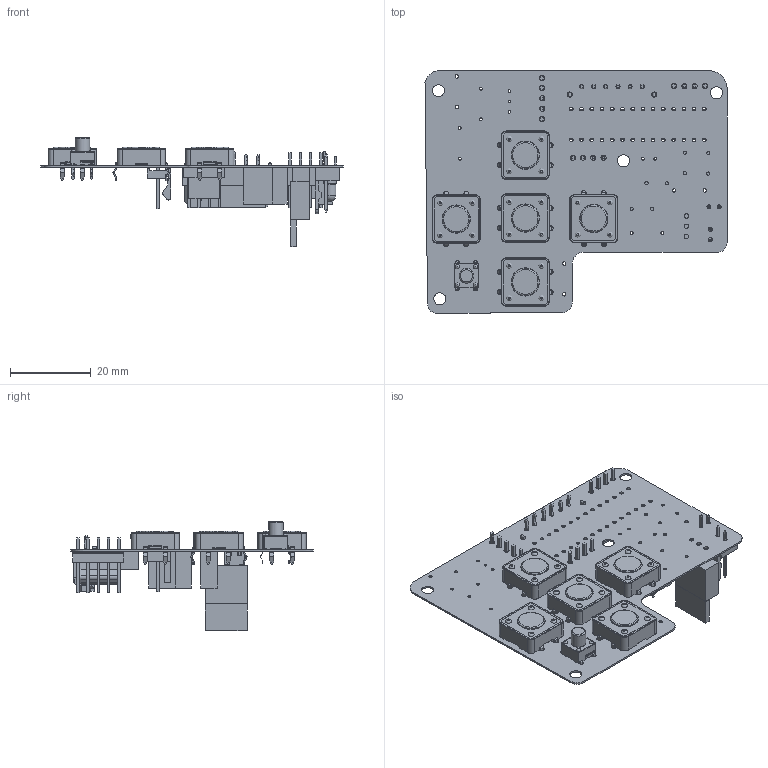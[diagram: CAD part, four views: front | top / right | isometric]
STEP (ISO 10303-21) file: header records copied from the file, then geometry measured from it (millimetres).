
FILE_DESCRIPTION(('Open CASCADE Model'),'2;1');
FILE_NAME('Open CASCADE Shape Model','2021-08-04T22:27:40',('Author'),( 'Open CASCADE'),'Open CASCADE STEP processor 6.8','Open CASCADE 6.8' ,'Unknown');
FILE_SCHEMA(('AUTOMOTIVE_DESIGN { 1 0 10303 214 1 1 1 1 }'));
Length unit declared in the file: millimetre
Products named in the file (59): PCB; Board; Open CASCADE STEP translator 6.8 1.1.1; P3; 66200611122; 6620xx11122_PIN; P1; 6154197712; Extruded; 6154197312; 6154197152; SW7; Switch_Panasonic_Electronic_Components_EVQ-PAG07K_eec; Switch_base; Shell; notches; Button; Pins; Panasonic; SW2; Switch_TE_Connectivity_FSM100_eec; Body; Leads; Plastic; Logo; SW3; SW5; SW1; SW4; U2; 6154196432; U1; 6159858800; 6159858640; P5; c-640456-5-aa-3d; P4; 61900211121; 6190xx11121_PIN; P2 ...
Assembly tree (79 placements, depth 4):
  PCB
    Board
      Open CASCADE STEP translator 6.8 1.1.1
    P3
      66200611122
        6620xx11122_PIN  x6
        66200611122
    P1
      6154197712  x4
        Extruded
      6154197312
        Extruded
      6154197152
        Extruded
    SW7
      Switch_Panasonic_Electronic_Components_EVQ-PAG07K_eec
        Switch_base
        Shell
        notches
        Button
        Pins
        Panasonic
    SW2
      Switch_TE_Connectivity_FSM100_eec
        Body
        Leads
        Plastic
        Logo
    SW3
      Switch_TE_Connectivity_FSM100_eec
        Body
        Leads
        Plastic
        Logo
    SW5
      Switch_TE_Connectivity_FSM100_eec
        Body
        Leads
        Plastic
        Logo
    SW1
      Switch_TE_Connectivity_FSM100_eec
        Body
        Leads
        Plastic
        Logo
    SW4
      Switch_TE_Connectivity_FSM100_eec
        Body
        Leads
        Plastic
        Logo
    U2
      6154196432
        Extruded
    U1
      6159858800
        Extruded
      6159858640
        Extruded
Bounding box: 74.99 x 60.2 x 27.11 mm (x, y, z)
Volume: 8811.1 mm3; surface area: 17625.5 mm2
Topology: 175 solids, 175 shells, 3362 faces, 8631 edges, 5656 vertices
Faces by surface type: plane 2191, bspline 600, cylinder 509, sphere 33, torus 29
Full cylindrical faces by diameter (mm): 0.7 x11, 0.8 x8, 0.85 x6, 0.9 x28, 0.95 x2, 1 x6, 1.02 x6, 1.1 x3, 1.27 x15, 1.3 x20, 1.5 x20, 2.92 x1, 3 x4, 3.175 x1, 3.6 x1, 3.7 x1, 6.7 x5, 7 x5
Entity records: 54592 total; most frequent: CARTESIAN_POINT 10543, ORIENTED_EDGE 7838, DIRECTION 7159, EDGE_CURVE 3919, LINE 2865, VECTOR 2865, VERTEX_POINT 2550, AXIS2_PLACEMENT_3D 2147
